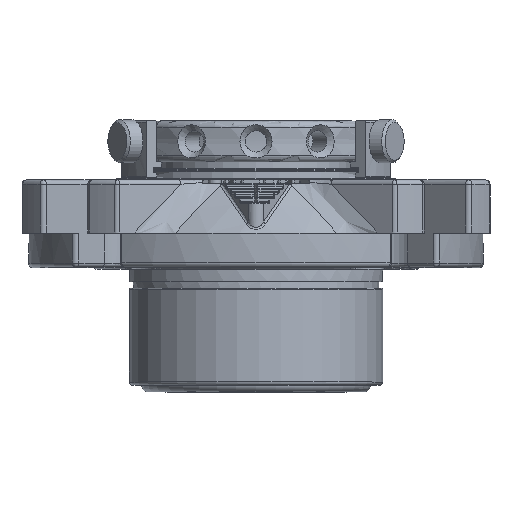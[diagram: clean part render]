
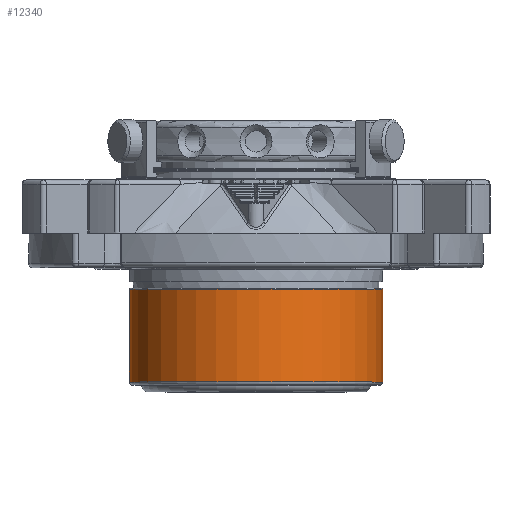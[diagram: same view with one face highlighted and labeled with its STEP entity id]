
A CAD part, top view. The second image highlights one B-rep face of the part: STEP entity #12340.
In plain terms, the highlighted cylindrical face has radius 29.502 mm (diameter 59.004 mm), a full revolution.
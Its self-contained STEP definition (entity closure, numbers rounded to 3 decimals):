
#3964=ORIENTED_EDGE('',*,*,#5223,.T.);
#3965=ORIENTED_EDGE('',*,*,#5224,.T.);
#5223=EDGE_CURVE('',#6001,#6001,#6551,.T.);
#5224=EDGE_CURVE('',#6002,#6002,#6552,.T.);
#6001=VERTEX_POINT('',#20081);
#6002=VERTEX_POINT('',#20083);
#6551=CIRCLE('',#13399,29.502);
#6552=CIRCLE('',#13400,29.502);
#7158=EDGE_LOOP('',(#3964));
#7159=EDGE_LOOP('',(#3965));
#7783=FACE_BOUND('',#7158,.T.);
#7784=FACE_BOUND('',#7159,.T.);
#8020=CYLINDRICAL_SURFACE('',#13398,29.502);
#12340=ADVANCED_FACE('',(#7783,#7784),#8020,.T.);
#13398=AXIS2_PLACEMENT_3D('',#20079,#15974,#15975);
#13399=AXIS2_PLACEMENT_3D('',#20080,#15976,#15977);
#13400=AXIS2_PLACEMENT_3D('',#20082,#15978,#15979);
#15974=DIRECTION('',(0.,1.,0.));
#15975=DIRECTION('',(0.368,0.,0.93));
#15976=DIRECTION('',(0.,1.,0.));
#15977=DIRECTION('',(0.368,0.,0.93));
#15978=DIRECTION('',(0.,-1.,0.));
#15979=DIRECTION('',(-0.368,0.,-0.93));
#20079=CARTESIAN_POINT('',(0.,32.973,0.));
#20080=CARTESIAN_POINT('',(0.,-26.265,0.));
#20081=CARTESIAN_POINT('',(10.85,-26.265,27.435));
#20082=CARTESIAN_POINT('',(0.,-4.675,0.));
#20083=CARTESIAN_POINT('',(-10.85,-4.675,-27.435));
